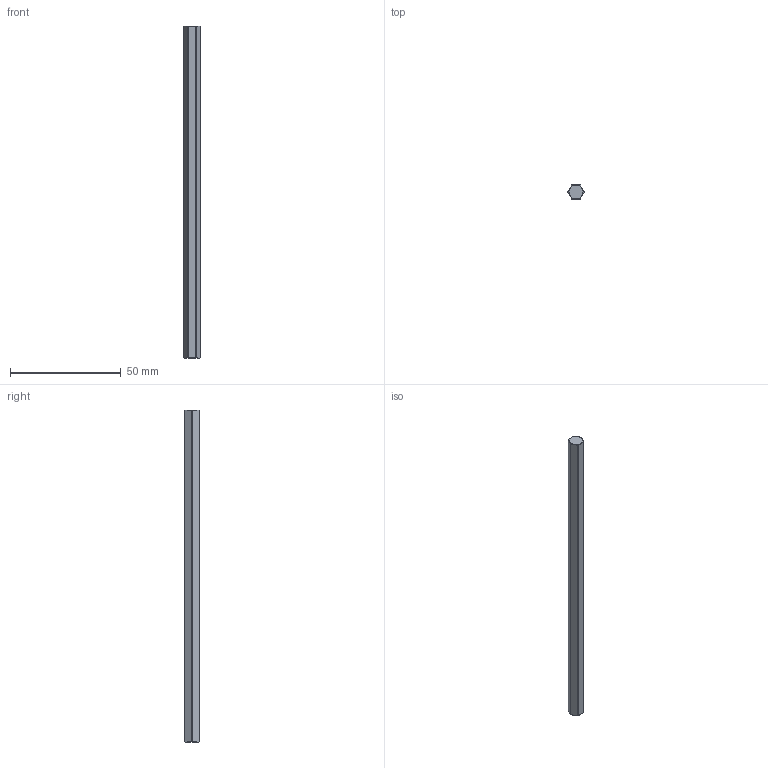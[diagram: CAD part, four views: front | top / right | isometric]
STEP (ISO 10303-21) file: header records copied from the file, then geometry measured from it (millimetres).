
FILE_DESCRIPTION (( 'STEP AP214' ), '1' );
FILE_NAME ('Hex_Shaft Short.STEP', '2024-06-21T05:44:25', ( '' ), ( '' ), 'SwSTEP 2.0', 'SolidWorks 2024', '' );
FILE_SCHEMA (( 'AUTOMOTIVE_DESIGN' ));
Length unit declared in the file: millimetre
Products named in the file (1): Hex_Shaft Short
Bounding box: 7.27 x 6.35 x 150 mm (x, y, z)
Volume: 5235.7 mm3; surface area: 3346.2 mm2
Topology: 1 solids, 1 shells, 40 faces, 89 edges, 40 vertices
Faces by surface type: cylinder 19, sphere 13, plane 8
Entity records: 998 total; most frequent: DIRECTION 197, CARTESIAN_POINT 155, ORIENTED_EDGE 152, AXIS2_PLACEMENT_3D 80, EDGE_CURVE 76, ADVANCED_FACE 40, FACE_OUTER_BOUND 40, EDGE_LOOP 40
